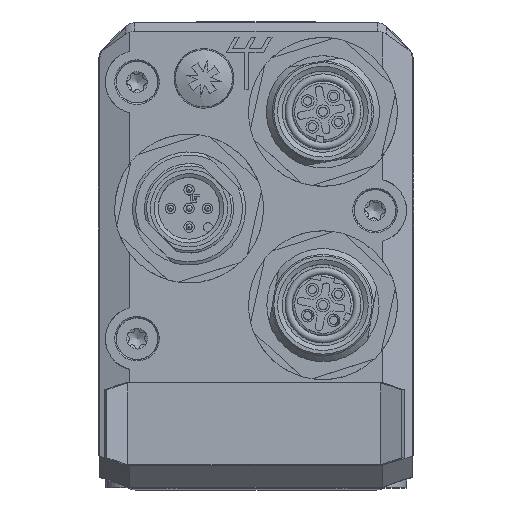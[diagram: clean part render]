
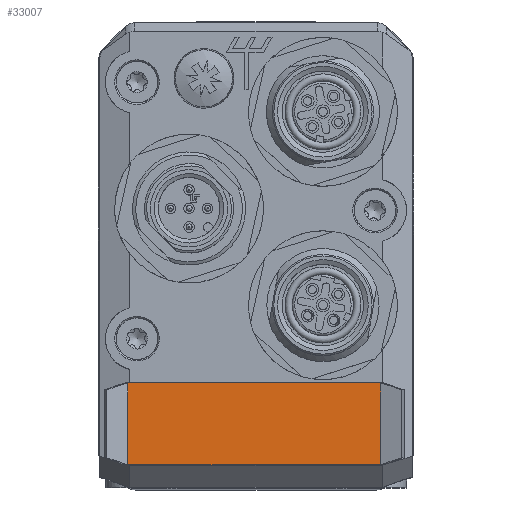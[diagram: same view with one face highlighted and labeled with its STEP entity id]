
A CAD part, top view. The second image highlights one B-rep face of the part: STEP entity #33007.
In plain terms, the highlighted planar face has unit normal (0, 0, 1).
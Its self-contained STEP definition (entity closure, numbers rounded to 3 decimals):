
#2318=PLANE('',#35224);
#3289=FACE_OUTER_BOUND('',#5133,.T.);
#5133=EDGE_LOOP('',(#22641,#22642,#22643,#22644));
#7243=LINE('',#47103,#9837);
#7244=LINE('',#47105,#9838);
#7245=LINE('',#47107,#9839);
#7246=LINE('',#47108,#9840);
#9837=VECTOR('',#39133,10.);
#9838=VECTOR('',#39134,10.);
#9839=VECTOR('',#39135,10.);
#9840=VECTOR('',#39136,10.);
#13416=VERTEX_POINT('',#47101);
#13417=VERTEX_POINT('',#47102);
#13418=VERTEX_POINT('',#47104);
#13419=VERTEX_POINT('',#47106);
#16913=EDGE_CURVE('',#13416,#13417,#7243,.T.);
#16914=EDGE_CURVE('',#13417,#13418,#7244,.T.);
#16915=EDGE_CURVE('',#13418,#13419,#7245,.T.);
#16916=EDGE_CURVE('',#13419,#13416,#7246,.T.);
#22641=ORIENTED_EDGE('',*,*,#16913,.T.);
#22642=ORIENTED_EDGE('',*,*,#16914,.T.);
#22643=ORIENTED_EDGE('',*,*,#16915,.T.);
#22644=ORIENTED_EDGE('',*,*,#16916,.T.);
#33007=ADVANCED_FACE('',(#3289),#2318,.T.);
#35224=AXIS2_PLACEMENT_3D('',#47100,#39131,#39132);
#39131=DIRECTION('center_axis',(0.,0.,
1.));
#39132=DIRECTION('ref_axis',(-1.,0.,0.));
#39133=DIRECTION('',(1.,0.,0.));
#39134=DIRECTION('',(0.,1.,0.));
#39135=DIRECTION('',(-1.,0.,0.));
#39136=DIRECTION('',(0.,-1.,0.));
#47100=CARTESIAN_POINT('Origin',(-0.25,-32.95,90.));
#47101=CARTESIAN_POINT('',(-17.25,-38.45,90.));
#47102=CARTESIAN_POINT('',(16.75,-38.45,90.));
#47103=CARTESIAN_POINT('',(16.75,-38.45,90.));
#47104=CARTESIAN_POINT('',(16.75,-27.45,90.));
#47105=CARTESIAN_POINT('',(16.75,-27.45,90.));
#47106=CARTESIAN_POINT('',(-17.25,-27.45,90.));
#47107=CARTESIAN_POINT('',(-17.25,-27.45,90.));
#47108=CARTESIAN_POINT('',(-17.25,-38.45,90.));
